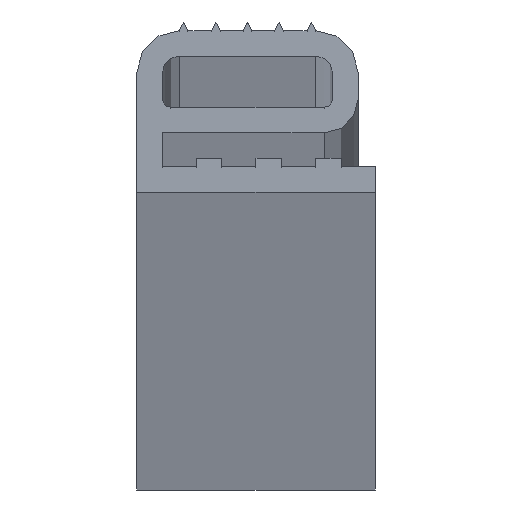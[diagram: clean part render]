
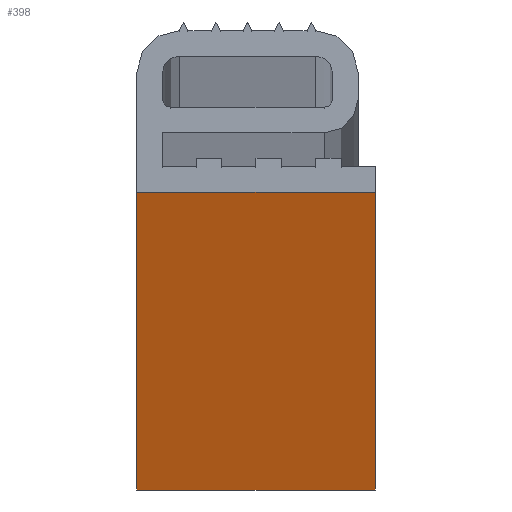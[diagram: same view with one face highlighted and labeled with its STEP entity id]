
A CAD part, top view. The second image highlights one B-rep face of the part: STEP entity #398.
In plain terms, the highlighted planar face has unit normal (0, -1, 0).
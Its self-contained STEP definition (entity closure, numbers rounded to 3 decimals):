
#2 = VECTOR ( 'NONE', #90, 1000. ) ;
#16 = EDGE_CURVE ( 'NONE', #579, #578, #916, .T. ) ;
#52 = LINE ( 'NONE', #53, #563 ) ;
#53 = CARTESIAN_POINT ( 'NONE',  ( 14., 0., -5000. ) ) ;
#54 = DIRECTION ( 'NONE',  ( 1., 0., 0. ) ) ;
#88 = LINE ( 'NONE', #89, #2 ) ;
#89 = CARTESIAN_POINT ( 'NONE',  ( 0., 0., 5000. ) ) ;
#90 = DIRECTION ( 'NONE',  ( 0., 0., -1. ) ) ;
#169 = EDGE_CURVE ( 'NONE', #879, #878, #52, .T. ) ;
#191 = EDGE_CURVE ( 'NONE', #579, #879, #88, .T. ) ;
#209 = VECTOR ( 'NONE', #1482, 1000. ) ;
#261 = EDGE_CURVE ( 'NONE', #578, #878, #1480, .T. ) ;
#398 = ADVANCED_FACE ( 'NONE', ( #1282 ), #970, .F. ) ;
#563 = VECTOR ( 'NONE', #54, 1000. ) ;
#578 = VERTEX_POINT ( 'NONE', #1019 ) ;
#579 = VERTEX_POINT ( 'NONE', #1020 ) ;
#639 = ORIENTED_EDGE ( 'NONE', *, *, #191, .T. ) ;
#641 = ORIENTED_EDGE ( 'NONE', *, *, #261, .F. ) ;
#699 = EDGE_LOOP ( 'NONE', ( #811, #641, #815, #639 ) ) ;
#811 = ORIENTED_EDGE ( 'NONE', *, *, #169, .T. ) ;
#815 = ORIENTED_EDGE ( 'NONE', *, *, #16, .F. ) ;
#878 = VERTEX_POINT ( 'NONE', #1130 ) ;
#879 = VERTEX_POINT ( 'NONE', #1131 ) ;
#916 = LINE ( 'NONE', #917, #1274 ) ;
#917 = CARTESIAN_POINT ( 'NONE',  ( 14., 0., 5000. ) ) ;
#918 = DIRECTION ( 'NONE',  ( 1., 0., 0. ) ) ;
#970 = PLANE ( 'NONE',  #1285 ) ;
#971 = CARTESIAN_POINT ( 'NONE',  ( 14., 0., 5000. ) ) ;
#972 = DIRECTION ( 'NONE',  ( 0., 1., 0. ) ) ;
#973 = DIRECTION ( 'NONE',  ( 0., 0., 1. ) ) ;
#1019 = CARTESIAN_POINT ( 'NONE',  ( 14., 0., 5000. ) ) ;
#1020 = CARTESIAN_POINT ( 'NONE',  ( 0., 0., 5000. ) ) ;
#1130 = CARTESIAN_POINT ( 'NONE',  ( 14., 0., -5000. ) ) ;
#1131 = CARTESIAN_POINT ( 'NONE',  ( 0., 0., -5000. ) ) ;
#1274 = VECTOR ( 'NONE', #918, 1000. ) ;
#1282 = FACE_OUTER_BOUND ( 'NONE', #699, .T. ) ;
#1285 = AXIS2_PLACEMENT_3D ( 'NONE', #971, #972, #973 ) ;
#1480 = LINE ( 'NONE', #1481, #209 ) ;
#1481 = CARTESIAN_POINT ( 'NONE',  ( 14., 0., 5000. ) ) ;
#1482 = DIRECTION ( 'NONE',  ( 0., 0., -1. ) ) ;
